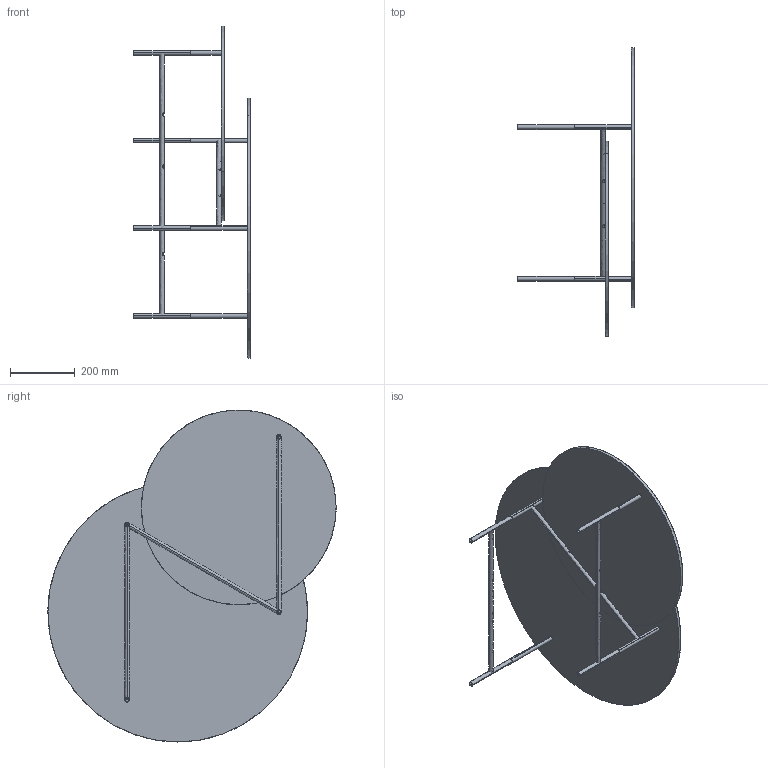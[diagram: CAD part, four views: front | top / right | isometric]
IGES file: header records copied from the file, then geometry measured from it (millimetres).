
Start section: SolidWorks IGES file using analytic representation for surfaces
Global section: file name: zorro assemblage 2 plateaux.IGS; native system: SolidWorks 2014; preprocessor: SolidWorks 2014; author: Pam-lastchance; date: 150701.172031; units: millimetre
Bounding box: 359 x 888.03 x 1022.76 mm (x, y, z)
Surface area: 1834902.8 mm2 (no closed solid volume)
Topology: 0 solids, 0 shells, 116 faces, 3356 edges, 3356 vertices
Faces by surface type: revolution 72, bspline 44
